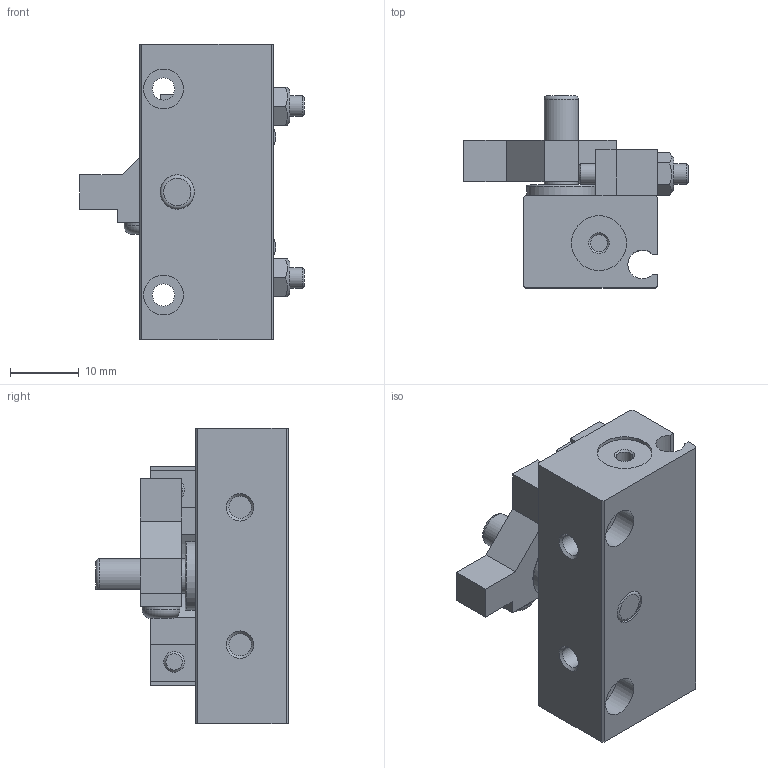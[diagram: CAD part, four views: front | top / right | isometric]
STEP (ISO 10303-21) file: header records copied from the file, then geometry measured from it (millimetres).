
FILE_DESCRIPTION( ( 'STEP AP203' ), '1' );
FILE_NAME( 'MCRJ-S-6-90(0).stp', '2020-07-16T09:54:50', ( 'License CC BY-ND 4.0' ), ( 'CADENAS' ), ' ', 'PARTsolutions', ' ' );
FILE_SCHEMA( ( 'CONFIG_CONTROL_DESIGN' ) );
Length unit declared in the file: millimetre
Products named in the file (3): MCRJ-S-6-90(0); _MCRJ-S-6-90_(b); _MCRJ-S-6-90_(r)
Assembly tree (2 placements, depth 2):
  MCRJ-S-6-90(0)
    _MCRJ-S-6-90_(b)
    _MCRJ-S-6-90_(r)
Bounding box: 32.7 x 28 x 43 mm (x, y, z)
Volume: 13154.7 mm3; surface area: 6650.5 mm2
Topology: 2 solids, 2 shells, 164 faces, 385 edges, 248 vertices
Faces by surface type: plane 119, cylinder 28, cone 10, torus 7
Full cylindrical faces by diameter (mm): 2.459 x2, 3 x4, 3.242 x4, 5 x2, 5.5 x4, 5.8 x4, 8 x2, 10 x1
Entity records: 4586 total; most frequent: CARTESIAN_POINT 863, DIRECTION 734, ORIENTED_EDGE 678, EDGE_CURVE 339, LINE 250, VECTOR 250, AXIS2_PLACEMENT_3D 242, VERTEX_POINT 241
